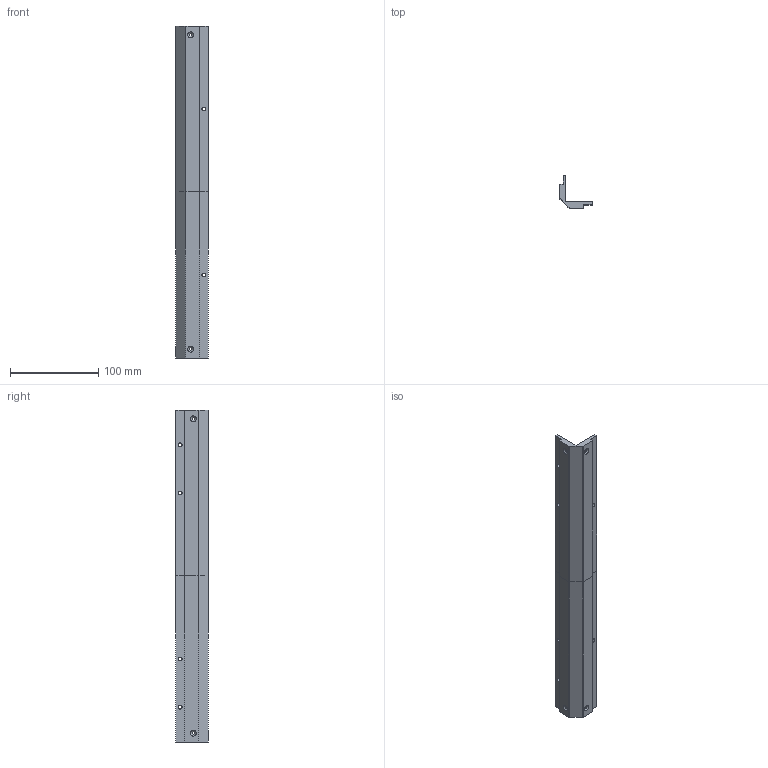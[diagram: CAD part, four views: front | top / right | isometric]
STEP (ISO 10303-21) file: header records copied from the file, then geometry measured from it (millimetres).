
FILE_DESCRIPTION (( 'STEP AP214' ), '1' );
FILE_NAME ('280ExtrusionCoverSPOOL.STEP', '2025-09-18T19:07:58', ( '' ), ( '' ), 'SwSTEP 2.0', 'SolidWorks 2024', '' );
FILE_SCHEMA (( 'AUTOMOTIVE_DESIGN' ));
Length unit declared in the file: millimetre
Products named in the file (1): 280ExtrusionCoverSPOOL
Bounding box: 37 x 37 x 376.9 mm (x, y, z)
Volume: 120538.6 mm3; surface area: 55582.3 mm2
Topology: 2 solids, 2 shells, 114 faces, 282 edges, 180 vertices
Faces by surface type: plane 50, cylinder 40, cone 24
Entity records: 4396 total; most frequent: DIRECTION 616, CARTESIAN_POINT 577, ORIENTED_EDGE 564, EDGE_CURVE 282, AXIS2_PLACEMENT_3D 219, VERTEX_POINT 180, LINE 178, VECTOR 178
